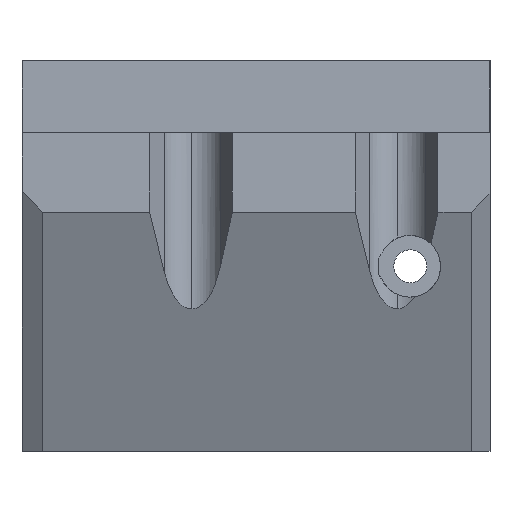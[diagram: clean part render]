
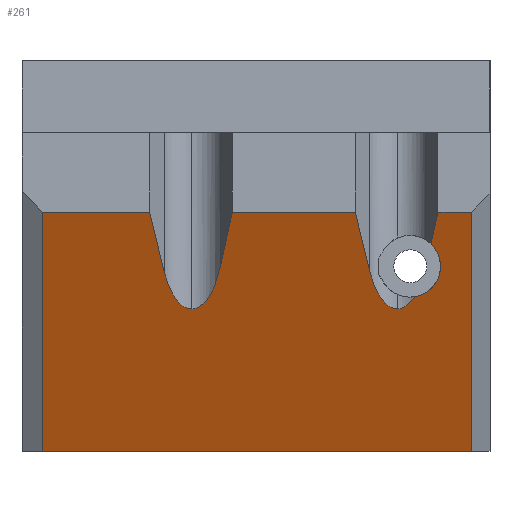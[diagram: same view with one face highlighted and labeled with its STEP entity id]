
A CAD part, left-side view. The second image highlights one B-rep face of the part: STEP entity #261.
In plain terms, the highlighted planar face has unit normal (-0.92, 0, -0.392).
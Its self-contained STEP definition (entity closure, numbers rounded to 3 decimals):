
#261=ADVANCED_FACE('',(#811),#812,.F.);
#811=FACE_OUTER_BOUND('',#1443,.T.);
#812=PLANE('',#1444);
#1443=EDGE_LOOP('',(#3493,#3494,#3495,#3496,#3497,#3498,#3499,#3500,#3501,#3502,#3503,#3504,#3505,#3506,#3507));
#1444=AXIS2_PLACEMENT_3D('',#3508,#3509,#3510);
#3493=ORIENTED_EDGE('',*,*,#4693,.T.);
#3494=ORIENTED_EDGE('',*,*,#4876,.T.);
#3495=ORIENTED_EDGE('',*,*,#4404,.T.);
#3496=ORIENTED_EDGE('',*,*,#4409,.T.);
#3497=ORIENTED_EDGE('',*,*,#4708,.T.);
#3498=ORIENTED_EDGE('',*,*,#4875,.T.);
#3499=ORIENTED_EDGE('',*,*,#4688,.F.);
#3500=ORIENTED_EDGE('',*,*,#4874,.T.);
#3501=ORIENTED_EDGE('',*,*,#4231,.T.);
#3502=ORIENTED_EDGE('',*,*,#4710,.F.);
#3503=ORIENTED_EDGE('',*,*,#4873,.T.);
#3504=ORIENTED_EDGE('',*,*,#4702,.F.);
#3505=ORIENTED_EDGE('',*,*,#4803,.T.);
#3506=ORIENTED_EDGE('',*,*,#4700,.T.);
#3507=ORIENTED_EDGE('',*,*,#4872,.T.);
#3508=CARTESIAN_POINT('',(-35.,-290.539,15.5));
#3509=DIRECTION('',(0.92,0.0,0.392));
#3510=DIRECTION('',(0.0,-1.0,0.0));
#4231=EDGE_CURVE('',#5128,#5132,#5134,.T.);
#4404=EDGE_CURVE('',#5466,#5464,#5467,.T.);
#4409=EDGE_CURVE('',#5464,#5472,#5474,.T.);
#4688=EDGE_CURVE('',#5943,#5944,#5945,.T.);
#4693=EDGE_CURVE('',#5952,#5950,#5953,.T.);
#4700=EDGE_CURVE('',#5961,#5963,#5965,.T.);
#4702=EDGE_CURVE('',#5967,#5969,#5970,.T.);
#4708=EDGE_CURVE('',#5472,#5977,#5979,.T.);
#4710=EDGE_CURVE('',#5981,#5132,#5982,.T.);
#4803=EDGE_CURVE('',#5967,#5961,#6105,.T.);
#4872=EDGE_CURVE('',#5963,#5952,#6198,.T.);
#4873=EDGE_CURVE('',#5981,#5969,#6199,.T.);
#4874=EDGE_CURVE('',#5943,#5128,#6200,.T.);
#4875=EDGE_CURVE('',#5977,#5944,#6201,.T.);
#4876=EDGE_CURVE('',#5950,#5466,#6202,.T.);
#5128=VERTEX_POINT('',#6577);
#5132=VERTEX_POINT('',#6582);
#5134=ELLIPSE('',#6585,7.917,3.1);
#5464=VERTEX_POINT('',#7021);
#5466=VERTEX_POINT('',#7024);
#5467=ELLIPSE('',#7025,7.917,3.1);
#5472=VERTEX_POINT('',#7035);
#5474=ELLIPSE('',#7038,7.917,3.1);
#5943=VERTEX_POINT('',#7779);
#5944=VERTEX_POINT('',#7780);
#5945=LINE('',#7781,#7782);
#5950=VERTEX_POINT('',#7790);
#5952=VERTEX_POINT('',#7792);
#5953=LINE('',#7793,#7794);
#5961=VERTEX_POINT('',#7806);
#5963=VERTEX_POINT('',#7809);
#5965=LINE('',#7812,#7813);
#5967=VERTEX_POINT('',#7815);
#5969=VERTEX_POINT('',#7818);
#5970=LINE('',#7819,#7820);
#5977=VERTEX_POINT('',#7831);
#5979=LINE('',#7834,#7835);
#5981=VERTEX_POINT('',#7843);
#5982=LINE('',#7844,#7845);
#6105=LINE('',#8053,#8054);
#6198=LINE('',#8204,#8205);
#6199=LINE('',#8206,#8207);
#6200=ELLIPSE('',#8208,7.917,3.1);
#6201=LINE('',#8209,#8210);
#6202=ELLIPSE('',#8211,3.26,3.0);
#6577=CARTESIAN_POINT('',(-30.9,145.7,5.865));
#6582=CARTESIAN_POINT('',(-32.45,148.385,9.507));
#6585=AXIS2_PLACEMENT_3D('',#8621,#8622,#8623);
#7021=CARTESIAN_POINT('',(-30.9,125.7,5.865));
#7024=CARTESIAN_POINT('',(-31.4,124.012,7.04));
#7025=AXIS2_PLACEMENT_3D('',#8954,#8955,#8956);
#7035=CARTESIAN_POINT('',(-32.45,128.385,9.507));
#7038=AXIS2_PLACEMENT_3D('',#8962,#8963,#8964);
#7779=CARTESIAN_POINT('',(-32.597,142.935,9.854));
#7780=CARTESIAN_POINT('',(-34.9,141.767,15.265));
#7781=CARTESIAN_POINT('',(-67.383,125.287,91.601));
#7782=VECTOR('',#9334,1000.0);
#7790=CARTESIAN_POINT('',(-33.585,122.434,12.175));
#7792=CARTESIAN_POINT('',(-34.9,121.767,15.265));
#7793=CARTESIAN_POINT('',(-65.887,106.046,88.084));
#7794=VECTOR('',#9341,1000.0);
#7806=CARTESIAN_POINT('',(-25.,118.5,-8.));
#7809=CARTESIAN_POINT('',(-34.9,118.5,15.265));
#7812=CARTESIAN_POINT('',(-17.146,118.5,-26.457));
#7813=VECTOR('',#9348,1000.0);
#7815=CARTESIAN_POINT('',(-25.,160.21,-8.));
#7818=CARTESIAN_POINT('',(-34.9,160.21,15.265));
#7819=CARTESIAN_POINT('',(-17.146,160.21,-26.457));
#7820=VECTOR('',#9350,1000.0);
#7831=CARTESIAN_POINT('',(-34.9,129.799,15.265));
#7834=CARTESIAN_POINT('',(0.445,109.393,-67.796));
#7835=VECTOR('',#9356,1000.0);
#7843=CARTESIAN_POINT('',(-34.9,149.799,15.265));
#7844=CARTESIAN_POINT('',(2.129,128.42,-71.754));
#7845=VECTOR('',#9357,1000.0);
#8053=CARTESIAN_POINT('',(-25.,137.255,-8.));
#8054=VECTOR('',#9493,1000.0);
#8204=CARTESIAN_POINT('',(-34.9,-290.539,15.265));
#8205=VECTOR('',#9593,1000.0);
#8206=CARTESIAN_POINT('',(-34.9,-290.539,15.265));
#8207=VECTOR('',#9594,1000.0);
#8208=AXIS2_PLACEMENT_3D('',#9595,#9596,#9597);
#8209=CARTESIAN_POINT('',(-34.9,-290.539,15.265));
#8210=VECTOR('',#9598,1000.0);
#8211=AXIS2_PLACEMENT_3D('',#9599,#9600,#9601);
#8621=CARTESIAN_POINT('',(-34.0,145.7,13.15));
#8622=DIRECTION('',(0.92,0.0,0.392));
#8623=DIRECTION('',(-0.392,0.0,0.92));
#8954=CARTESIAN_POINT('',(-34.0,125.7,13.15));
#8955=DIRECTION('',(0.92,0.0,0.392));
#8956=DIRECTION('',(-0.392,0.0,0.92));
#8962=CARTESIAN_POINT('',(-34.0,125.7,13.15));
#8963=DIRECTION('',(0.92,0.0,0.392));
#8964=DIRECTION('',(-0.392,0.0,0.92));
#9334=DIRECTION('',(-0.384,-0.195,0.903));
#9341=DIRECTION('',(0.384,0.195,-0.903));
#9348=DIRECTION('',(-0.392,0.0,0.92));
#9350=DIRECTION('',(-0.392,0.0,0.92));
#9356=DIRECTION('',(-0.382,0.221,0.898));
#9357=DIRECTION('',(0.382,-0.221,-0.898));
#9493=DIRECTION('',(0.,-1.0,0.));
#9593=DIRECTION('',(0.0,1.0,0.0));
#9594=DIRECTION('',(0.0,1.0,0.0));
#9595=CARTESIAN_POINT('',(-34.0,145.7,13.15));
#9596=DIRECTION('',(0.92,0.0,0.392));
#9597=DIRECTION('',(-0.392,0.0,0.92));
#9598=DIRECTION('',(0.0,1.0,0.0));
#9599=CARTESIAN_POINT('',(-32.66,124.5,10.));
#9600=DIRECTION('',(0.92,0.0,0.392));
#9601=DIRECTION('',(0.392,0.0,-0.92));
